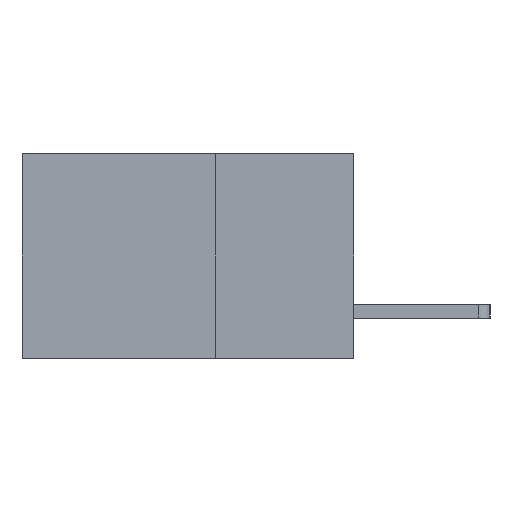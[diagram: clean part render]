
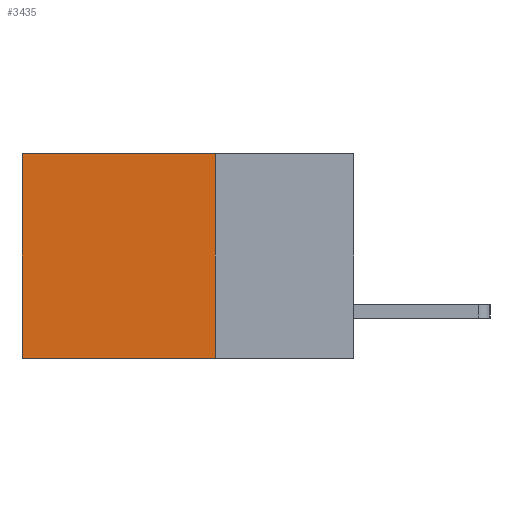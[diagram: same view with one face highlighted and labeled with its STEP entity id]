
A CAD part, left-side view. The second image highlights one B-rep face of the part: STEP entity #3435.
In plain terms, the highlighted planar face has unit normal (-1, 0, 0).
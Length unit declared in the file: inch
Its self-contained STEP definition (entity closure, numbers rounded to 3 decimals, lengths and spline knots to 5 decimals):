
#76 = CARTESIAN_POINT ( 'NONE',  ( 0.2875, 0.6, 0. ) ) ;
#366 = CARTESIAN_POINT ( 'NONE',  ( 0.2875, 0.25, 0. ) ) ;
#401 = VERTEX_POINT ( 'NONE', #7678 ) ;
#572 = VECTOR ( 'NONE', #10435, 39.37008 ) ;
#970 = LINE ( 'NONE', #9700, #572 ) ;
#1326 = ORIENTED_EDGE ( 'NONE', *, *, #8000, .T. ) ;
#1419 = DIRECTION ( 'NONE',  ( 0., 0., -1. ) ) ;
#1940 = EDGE_CURVE ( 'NONE', #401, #8248, #970, .T. ) ;
#2469 = CARTESIAN_POINT ( 'NONE',  ( 0.2875, 0.25, 0. ) ) ;
#2941 = VECTOR ( 'NONE', #8423, 39.37008 ) ;
#3030 = ORIENTED_EDGE ( 'NONE', *, *, #9486, .T. ) ;
#3122 = PLANE ( 'NONE',  #12023 ) ;
#3422 = CARTESIAN_POINT ( 'NONE',  ( 0.2875, 0.6, -0.37 ) ) ;
#3435 = ADVANCED_FACE ( 'NONE', ( #4269 ), #3122, .F. ) ;
#3651 = LINE ( 'NONE', #5542, #2941 ) ;
#4269 = FACE_OUTER_BOUND ( 'NONE', #9448, .T. ) ;
#4391 = VERTEX_POINT ( 'NONE', #76 ) ;
#4881 = VECTOR ( 'NONE', #10081, 39.37008 ) ;
#4958 = VERTEX_POINT ( 'NONE', #3422 ) ;
#5542 = CARTESIAN_POINT ( 'NONE',  ( 0.2875, 0.25, -0.37 ) ) ;
#5896 = DIRECTION ( 'NONE',  ( 0., 0., -1. ) ) ;
#6129 = DIRECTION ( 'NONE',  ( 1., 0., 0. ) ) ;
#6216 = CARTESIAN_POINT ( 'NONE',  ( 0.2875, 0.6, 0. ) ) ;
#7166 = LINE ( 'NONE', #6216, #11368 ) ;
#7678 = CARTESIAN_POINT ( 'NONE',  ( 0.2875, 0.25, 0. ) ) ;
#8000 = EDGE_CURVE ( 'NONE', #401, #4391, #10956, .T. ) ;
#8248 = VERTEX_POINT ( 'NONE', #8705 ) ;
#8423 = DIRECTION ( 'NONE',  ( 0., 1., 0. ) ) ;
#8705 = CARTESIAN_POINT ( 'NONE',  ( 0.2875, 0.25, -0.37 ) ) ;
#8941 = EDGE_CURVE ( 'NONE', #8248, #4958, #3651, .T. ) ;
#9448 = EDGE_LOOP ( 'NONE', ( #3030, #12000, #10857, #1326 ) ) ;
#9486 = EDGE_CURVE ( 'NONE', #4391, #4958, #7166, .T. ) ;
#9700 = CARTESIAN_POINT ( 'NONE',  ( 0.2875, 0.25, 0. ) ) ;
#10081 = DIRECTION ( 'NONE',  ( 0., 1., 0. ) ) ;
#10435 = DIRECTION ( 'NONE',  ( 0., 0., -1. ) ) ;
#10857 = ORIENTED_EDGE ( 'NONE', *, *, #1940, .F. ) ;
#10956 = LINE ( 'NONE', #2469, #4881 ) ;
#11368 = VECTOR ( 'NONE', #1419, 39.37008 ) ;
#12000 = ORIENTED_EDGE ( 'NONE', *, *, #8941, .F. ) ;
#12023 = AXIS2_PLACEMENT_3D ( 'NONE', #366, #6129, #5896 ) ;
